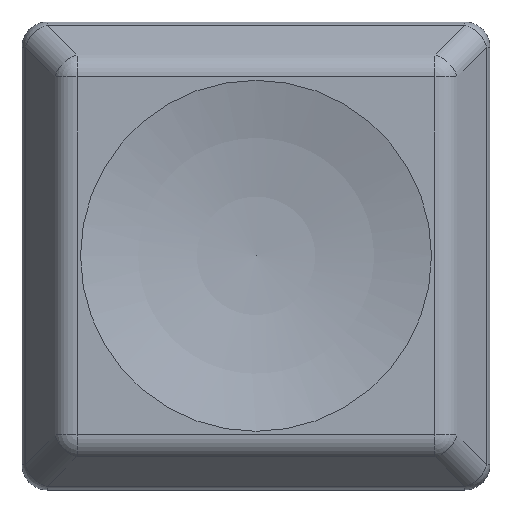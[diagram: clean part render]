
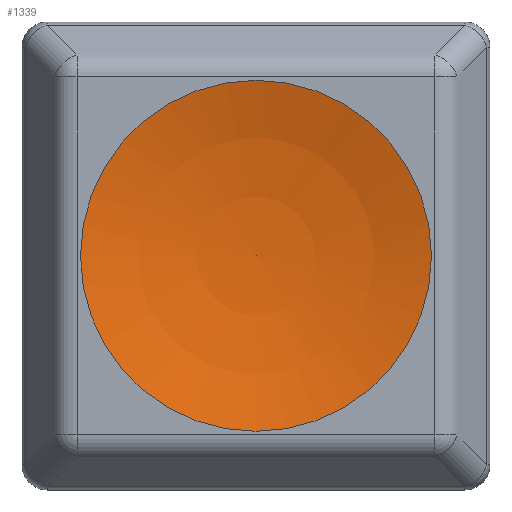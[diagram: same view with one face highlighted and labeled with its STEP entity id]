
A CAD part, top view. The second image highlights one B-rep face of the part: STEP entity #1339.
In plain terms, the highlighted spherical face has radius 38 mm.
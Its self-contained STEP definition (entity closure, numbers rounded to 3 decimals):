
#35=SPHERICAL_SURFACE('',#1519,38.);
#147=FACE_OUTER_BOUND('',#233,.T.);
#233=EDGE_LOOP('',(#1195,#1196,#1197));
#517=CIRCLE('',#1461,10.426);
#535=CIRCLE('',#1520,38.);
#619=VERTEX_POINT('',#2218);
#651=VERTEX_POINT('',#2344);
#779=EDGE_CURVE('',#619,#619,#517,.T.);
#840=EDGE_CURVE('',#651,#619,#535,.T.);
#1195=ORIENTED_EDGE('',*,*,#840,.T.);
#1196=ORIENTED_EDGE('',*,*,#779,.F.);
#1197=ORIENTED_EDGE('',*,*,#840,.F.);
#1339=ADVANCED_FACE('',(#147),#35,.F.);
#1461=AXIS2_PLACEMENT_3D('',#2219,#1793,#1794);
#1519=AXIS2_PLACEMENT_3D('',#2343,#1944,#1945);
#1520=AXIS2_PLACEMENT_3D('',#2345,#1946,#1947);
#1793=DIRECTION('center_axis',(0.,0.,-1.));
#1794=DIRECTION('ref_axis',(0.,1.,0.));
#1944=DIRECTION('center_axis',(0.,0.,1.));
#1945=DIRECTION('ref_axis',(1.,0.,0.));
#1946=DIRECTION('center_axis',(0.,1.,0.));
#1947=DIRECTION('ref_axis',(-1.,0.,0.));
#2218=CARTESIAN_POINT('',(-10.426,0.,3.329));
#2219=CARTESIAN_POINT('Origin',(0.,0.,
3.329));
#2343=CARTESIAN_POINT('Origin',(0.,0.,39.871));
#2344=CARTESIAN_POINT('',(0.,0.,1.871));
#2345=CARTESIAN_POINT('Origin',(0.,0.,39.871));
